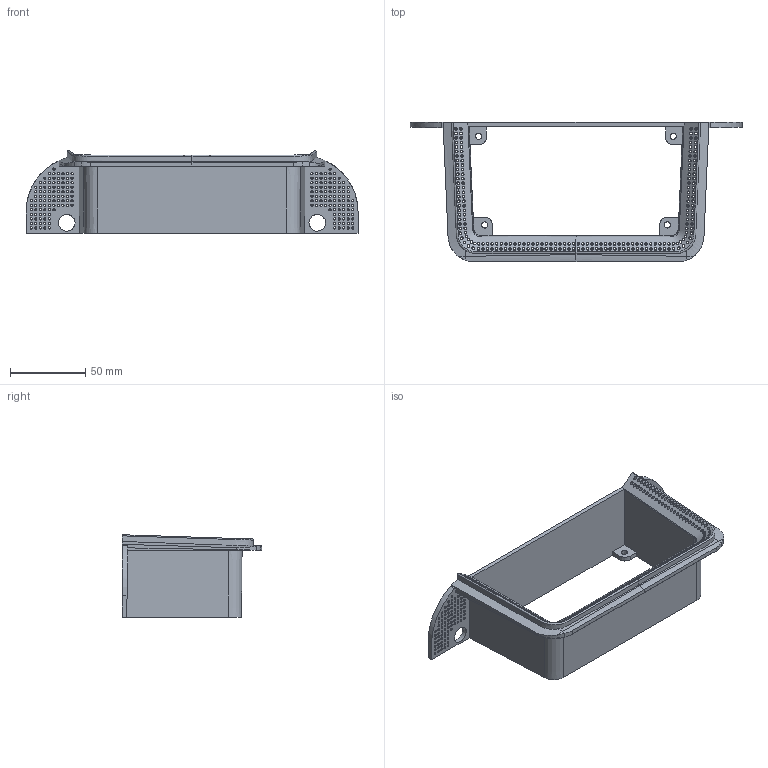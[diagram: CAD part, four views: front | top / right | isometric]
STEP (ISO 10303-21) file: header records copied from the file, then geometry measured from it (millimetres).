
FILE_DESCRIPTION((''),'2;1');
FILE_NAME('227-001263_PLASTIC_EXTERNAL_LIG','2017-01-17T',('BGH44976'),(''),'CREO PARAMETRIC BY PTC INC, 2015080','CREO PARAMETRIC BY PTC INC, 2015080','');
FILE_SCHEMA(('AUTOMOTIVE_DESIGN { 1 0 10303 214 1 1 1 1 }'));
Products named in the file (1): 227-001263_PLASTIC_EXTERNAL_LIG
Bounding box: 220 x 92.57 x 54.67 mm (x, y, z)
Volume: 95486.2 mm3; surface area: 68492.9 mm2
Topology: 1 solids, 1 shells, 876 faces, 2603 edges, 1724 vertices
Faces by surface type: cone 598, cylinder 190, bspline 44, plane 34, extrusion 10
Entity records: 50060 total; most frequent: CARTESIAN_POINT 18908, ORIENTED_EDGE 5206, DIRECTION 3720, PRESENTATION_STYLE_ASSIGNMENT 2604, STYLED_ITEM 2604, CURVE_STYLE 2603, EDGE_CURVE 2603, VERTEX_POINT 1724
